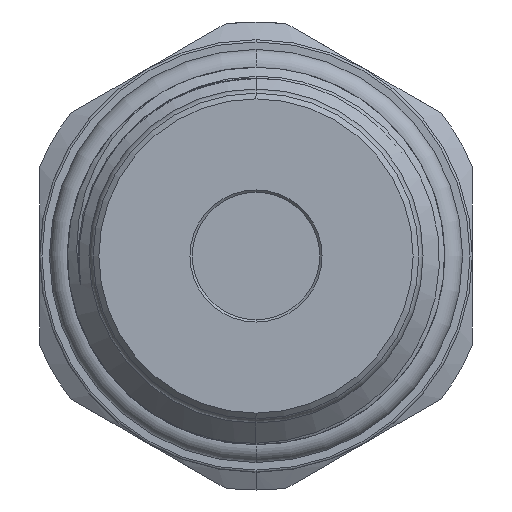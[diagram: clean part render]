
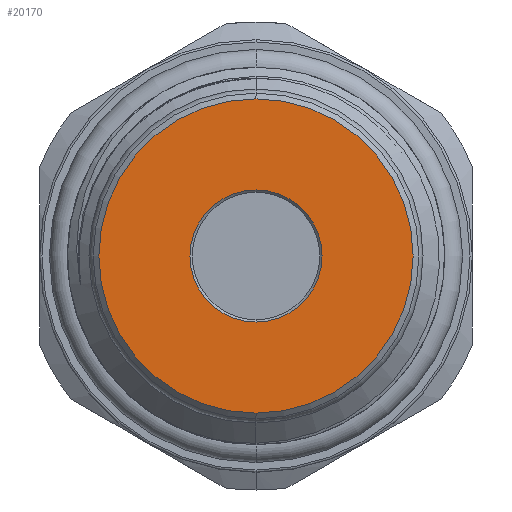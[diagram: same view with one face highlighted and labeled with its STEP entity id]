
A CAD part, left-side view. The second image highlights one B-rep face of the part: STEP entity #20170.
In plain terms, the highlighted planar face has unit normal (-1, 0, 0).
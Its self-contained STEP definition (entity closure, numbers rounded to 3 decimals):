
#1167 = CARTESIAN_POINT ( 'NONE',  ( -42.9, 0., 0. ) ) ;
#3541 = CIRCLE ( 'NONE', #32725, 5.8 ) ;
#4300 = DIRECTION ( 'NONE',  ( -1., 0., 0. ) ) ;
#4740 = CARTESIAN_POINT ( 'NONE',  ( -42.9, 0., 5.8 ) ) ;
#5923 = CARTESIAN_POINT ( 'NONE',  ( -42.9, 0., 0. ) ) ;
#7112 = FACE_OUTER_BOUND ( 'NONE', #27636, .T. ) ;
#7521 = ORIENTED_EDGE ( 'NONE', *, *, #12423, .T. ) ;
#7764 = DIRECTION ( 'NONE',  ( 0., 0., 1. ) ) ;
#8001 = CARTESIAN_POINT ( 'NONE',  ( -42.9, 0., 0. ) ) ;
#8354 = AXIS2_PLACEMENT_3D ( 'NONE', #28874, #17757, #12466 ) ;
#9958 = DIRECTION ( 'NONE',  ( 0., 0., 1. ) ) ;
#10298 = CIRCLE ( 'NONE', #25945, 13.8 ) ;
#10981 = VERTEX_POINT ( 'NONE', #16063 ) ;
#11777 = VERTEX_POINT ( 'NONE', #20975 ) ;
#12423 = EDGE_CURVE ( 'NONE', #25093, #11777, #10298, .T. ) ;
#12466 = DIRECTION ( 'NONE',  ( 0., 0., 1. ) ) ;
#16063 = CARTESIAN_POINT ( 'NONE',  ( -42.9, 0., -5.8 ) ) ;
#16303 = ORIENTED_EDGE ( 'NONE', *, *, #17982, .T. ) ;
#17757 = DIRECTION ( 'NONE',  ( 1., 0., 0. ) ) ;
#17982 = EDGE_CURVE ( 'NONE', #34887, #10981, #19526, .T. ) ;
#19526 = CIRCLE ( 'NONE', #8354, 5.8 ) ;
#19609 = FACE_BOUND ( 'NONE', #32768, .T. ) ;
#19644 = PLANE ( 'NONE',  #20857 ) ;
#20170 = ADVANCED_FACE ( 'NONE', ( #19609, #7112 ), #19644, .T. ) ;
#20268 = AXIS2_PLACEMENT_3D ( 'NONE', #1167, #4300, #20951 ) ;
#20857 = AXIS2_PLACEMENT_3D ( 'NONE', #5923, #33323, #25182 ) ;
#20951 = DIRECTION ( 'NONE',  ( 0., 0., 1. ) ) ;
#20975 = CARTESIAN_POINT ( 'NONE',  ( -42.9, 0., -13.8 ) ) ;
#22261 = EDGE_CURVE ( 'NONE', #10981, #34887, #3541, .T. ) ;
#23803 = DIRECTION ( 'NONE',  ( 1., 0., 0. ) ) ;
#25093 = VERTEX_POINT ( 'NONE', #32570 ) ;
#25182 = DIRECTION ( 'NONE',  ( 0., 0., 1. ) ) ;
#25945 = AXIS2_PLACEMENT_3D ( 'NONE', #8001, #32492, #7764 ) ;
#26445 = CARTESIAN_POINT ( 'NONE',  ( -42.9, 0., 0. ) ) ;
#26448 = ORIENTED_EDGE ( 'NONE', *, *, #22261, .T. ) ;
#27636 = EDGE_LOOP ( 'NONE', ( #28612, #7521 ) ) ;
#28612 = ORIENTED_EDGE ( 'NONE', *, *, #32336, .T. ) ;
#28874 = CARTESIAN_POINT ( 'NONE',  ( -42.9, 0., 0. ) ) ;
#29701 = CIRCLE ( 'NONE', #20268, 13.8 ) ;
#32336 = EDGE_CURVE ( 'NONE', #11777, #25093, #29701, .T. ) ;
#32492 = DIRECTION ( 'NONE',  ( -1., 0., 0. ) ) ;
#32570 = CARTESIAN_POINT ( 'NONE',  ( -42.9, 0., 13.8 ) ) ;
#32725 = AXIS2_PLACEMENT_3D ( 'NONE', #26445, #23803, #9958 ) ;
#32768 = EDGE_LOOP ( 'NONE', ( #16303, #26448 ) ) ;
#33323 = DIRECTION ( 'NONE',  ( -1., 0., 0. ) ) ;
#34887 = VERTEX_POINT ( 'NONE', #4740 ) ;
